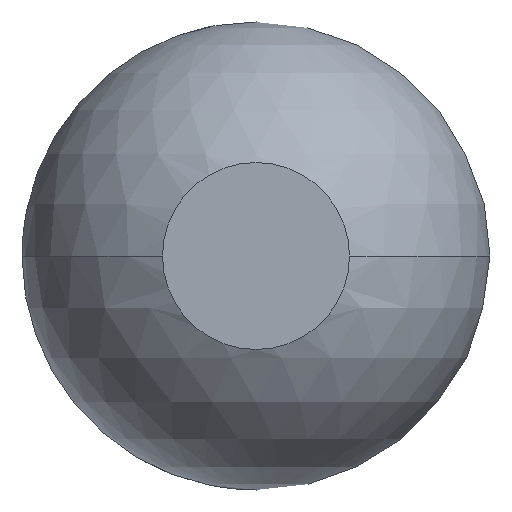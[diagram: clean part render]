
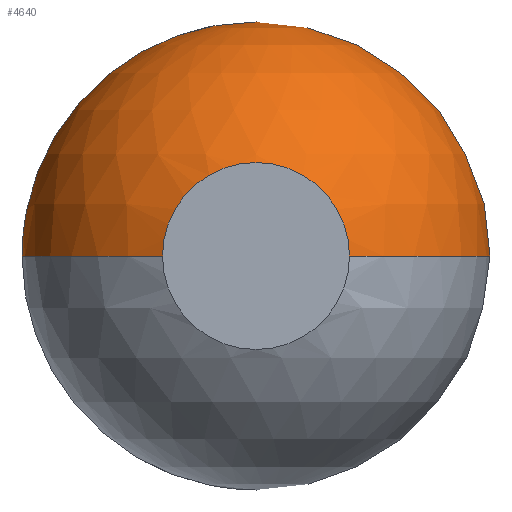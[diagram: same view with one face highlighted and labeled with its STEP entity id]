
A CAD part, left-side view. The second image highlights one B-rep face of the part: STEP entity #4640.
In plain terms, the highlighted spherical face has radius 12 mm.
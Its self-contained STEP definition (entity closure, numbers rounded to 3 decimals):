
#38 = AXIS2_PLACEMENT_3D ( 'NONE', #4637, #2170, #503 ) ;
#69 = DIRECTION ( 'NONE',  ( 0., 1., 0. ) ) ;
#98 = DIRECTION ( 'NONE',  ( 0., 0., -1. ) ) ;
#101 = ORIENTED_EDGE ( 'NONE', *, *, #4802, .T. ) ;
#130 = CIRCLE ( 'NONE', #3225, 12. ) ;
#226 = VERTEX_POINT ( 'NONE', #4040 ) ;
#456 = VERTEX_POINT ( 'NONE', #6141 ) ;
#503 = DIRECTION ( 'NONE',  ( 0., -1., 0. ) ) ;
#811 = ORIENTED_EDGE ( 'NONE', *, *, #2624, .F. ) ;
#948 = CARTESIAN_POINT ( 'NONE',  ( 11., 0., 0. ) ) ;
#1071 = DIRECTION ( 'NONE',  ( 0., 0., 1. ) ) ;
#1683 = SPHERICAL_SURFACE ( 'NONE', #2809, 12. ) ;
#1757 = CARTESIAN_POINT ( 'NONE',  ( 21., 0., 0. ) ) ;
#1772 = VERTEX_POINT ( 'NONE', #3293 ) ;
#1881 = AXIS2_PLACEMENT_3D ( 'NONE', #1757, #3239, #3756 ) ;
#2067 = EDGE_CURVE ( 'NONE', #456, #4119, #130, .T. ) ;
#2098 = ORIENTED_EDGE ( 'NONE', *, *, #5129, .F. ) ;
#2170 = DIRECTION ( 'NONE',  ( -1., 0., 0. ) ) ;
#2587 = CIRCLE ( 'NONE', #6195, 12. ) ;
#2624 = EDGE_CURVE ( 'NONE', #226, #1772, #2587, .T. ) ;
#2644 = ORIENTED_EDGE ( 'NONE', *, *, #2067, .T. ) ;
#2809 = AXIS2_PLACEMENT_3D ( 'NONE', #4579, #3598, #69 ) ;
#2927 = CIRCLE ( 'NONE', #38, 4.796 ) ;
#2970 = DIRECTION ( 'NONE',  ( 1., 0., 0. ) ) ;
#3225 = AXIS2_PLACEMENT_3D ( 'NONE', #948, #1071, #2970 ) ;
#3239 = DIRECTION ( 'NONE',  ( -1., 0., 0. ) ) ;
#3293 = CARTESIAN_POINT ( 'NONE',  ( 0., -4.796, 0. ) ) ;
#3598 = DIRECTION ( 'NONE',  ( 0., 0., -1. ) ) ;
#3756 = DIRECTION ( 'NONE',  ( 0., -1., 0. ) ) ;
#3967 = CIRCLE ( 'NONE', #1881, 6.633 ) ;
#4040 = CARTESIAN_POINT ( 'NONE',  ( 21., -6.633, 0. ) ) ;
#4119 = VERTEX_POINT ( 'NONE', #4439 ) ;
#4439 = CARTESIAN_POINT ( 'NONE',  ( 0., 4.796, 0. ) ) ;
#4579 = CARTESIAN_POINT ( 'NONE',  ( 11., 0., 0. ) ) ;
#4637 = CARTESIAN_POINT ( 'NONE',  ( 0., 0., 0. ) ) ;
#4640 = ADVANCED_FACE ( 'NONE', ( #6186 ), #1683, .T. ) ;
#4645 = DIRECTION ( 'NONE',  ( 0., 1., 0. ) ) ;
#4802 = EDGE_CURVE ( 'NONE', #226, #456, #3967, .T. ) ;
#4877 = EDGE_LOOP ( 'NONE', ( #811, #101, #2644, #2098 ) ) ;
#5129 = EDGE_CURVE ( 'NONE', #1772, #4119, #2927, .T. ) ;
#6141 = CARTESIAN_POINT ( 'NONE',  ( 21., 6.633, 0. ) ) ;
#6185 = CARTESIAN_POINT ( 'NONE',  ( 11., 0., 0. ) ) ;
#6186 = FACE_OUTER_BOUND ( 'NONE', #4877, .T. ) ;
#6195 = AXIS2_PLACEMENT_3D ( 'NONE', #6185, #98, #4645 ) ;
